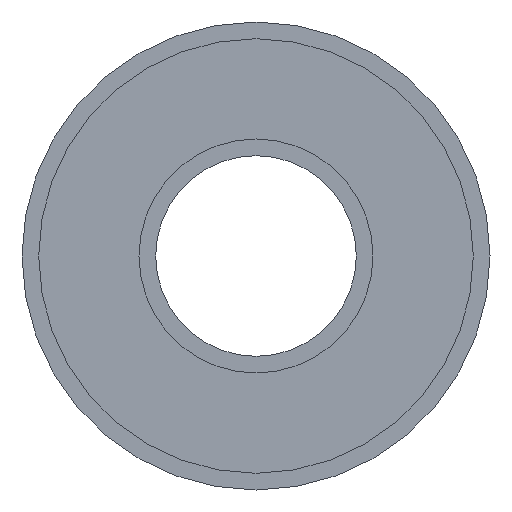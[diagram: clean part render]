
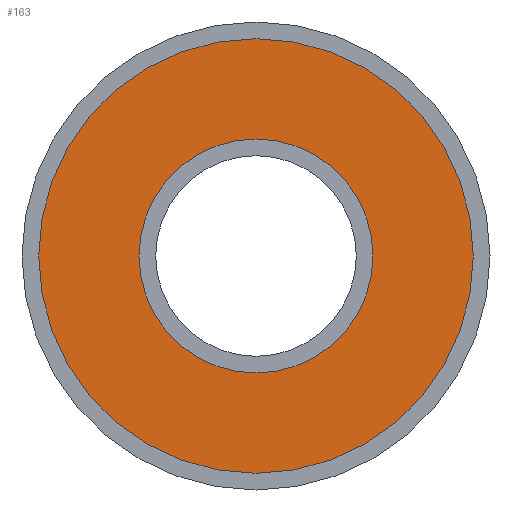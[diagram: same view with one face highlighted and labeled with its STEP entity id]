
A CAD part, front view. The second image highlights one B-rep face of the part: STEP entity #163.
In plain terms, the highlighted planar face has unit normal (0, -1, 0).
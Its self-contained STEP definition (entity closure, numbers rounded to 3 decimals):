
#14=FACE_BOUND('',#50,.T.);
#20=PLANE('',#193);
#37=FACE_OUTER_BOUND('',#49,.T.);
#49=EDGE_LOOP('',(#127));
#50=EDGE_LOOP('',(#128));
#78=CIRCLE('',#189,7.);
#80=CIRCLE('',#192,13.);
#90=VERTEX_POINT('',#271);
#92=VERTEX_POINT('',#277);
#103=EDGE_CURVE('',#90,#90,#78,.T.);
#106=EDGE_CURVE('',#92,#92,#80,.T.);
#127=ORIENTED_EDGE('',*,*,#106,.F.);
#128=ORIENTED_EDGE('',*,*,#103,.F.);
#163=ADVANCED_FACE('',(#37,#14),#20,.T.);
#189=AXIS2_PLACEMENT_3D('',#273,#218,#219);
#192=AXIS2_PLACEMENT_3D('',#279,#225,#226);
#193=AXIS2_PLACEMENT_3D('',#280,#227,#228);
#218=DIRECTION('center_axis',(0.,-1.,0.));
#219=DIRECTION('ref_axis',(1.,0.,0.));
#225=DIRECTION('center_axis',(0.,1.,0.));
#226=DIRECTION('ref_axis',(1.,0.,0.));
#227=DIRECTION('center_axis',(0.,-1.,0.));
#228=DIRECTION('ref_axis',(1.,0.,0.));
#271=CARTESIAN_POINT('',(-7.,1.,0.));
#273=CARTESIAN_POINT('Origin',(0.,1.,0.));
#277=CARTESIAN_POINT('',(-13.,1.,0.));
#279=CARTESIAN_POINT('Origin',(0.,1.,0.));
#280=CARTESIAN_POINT('Origin',(0.,1.,0.));
